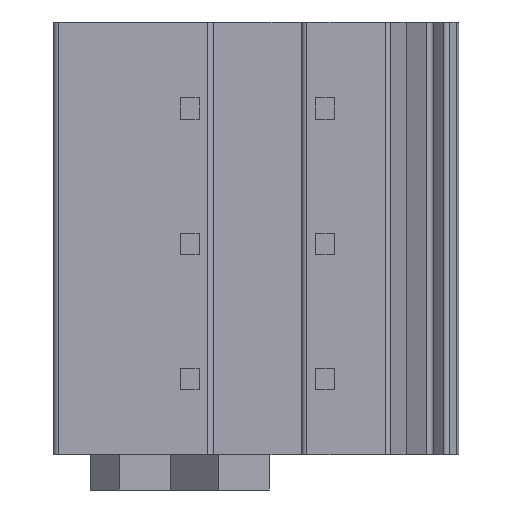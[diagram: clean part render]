
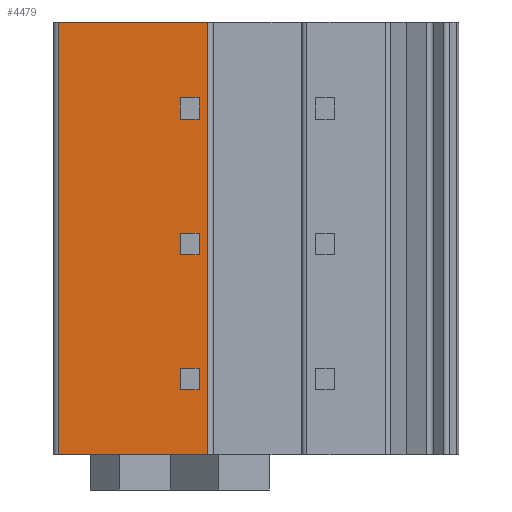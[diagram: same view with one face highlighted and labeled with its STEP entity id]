
A CAD part, front view. The second image highlights one B-rep face of the part: STEP entity #4479.
In plain terms, the highlighted planar face has unit normal (0, -1, 0).
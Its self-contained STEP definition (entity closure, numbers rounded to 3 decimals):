
#39=DIRECTION('',(1.,0.,0.));
#40=VECTOR('',#39,5.525);
#41=CARTESIAN_POINT('',(0.2,0.,-12.8));
#42=LINE('',#41,#40);
#301=DIRECTION('',(1.,0.,0.));
#302=VECTOR('',#301,5.525);
#303=CARTESIAN_POINT('',(0.2,0.,3.2));
#304=LINE('',#303,#302);
#395=DIRECTION('',(0.,0.,1.));
#396=VECTOR('',#395,16.);
#397=CARTESIAN_POINT('',(0.2,0.,-12.8));
#398=LINE('',#397,#396);
#399=DIRECTION('',(0.,0.,-1.));
#400=VECTOR('',#399,16.);
#401=CARTESIAN_POINT('',(5.725,0.,3.2));
#402=LINE('',#401,#400);
#403=DIRECTION('',(-1.,0.,0.));
#404=VECTOR('',#403,0.7);
#405=CARTESIAN_POINT('',(5.4,0.,-0.4));
#406=LINE('',#405,#404);
#407=DIRECTION('',(0.,0.,1.));
#408=VECTOR('',#407,0.8);
#409=CARTESIAN_POINT('',(5.4,0.,-0.4));
#410=LINE('',#409,#408);
#411=DIRECTION('',(-1.,0.,0.));
#412=VECTOR('',#411,0.7);
#413=CARTESIAN_POINT('',(5.4,0.,0.4));
#414=LINE('',#413,#412);
#415=DIRECTION('',(0.,0.,1.));
#416=VECTOR('',#415,0.8);
#417=CARTESIAN_POINT('',(4.7,0.,-0.4));
#418=LINE('',#417,#416);
#419=DIRECTION('',(-1.,0.,0.));
#420=VECTOR('',#419,0.7);
#421=CARTESIAN_POINT('',(5.4,0.,-5.4));
#422=LINE('',#421,#420);
#423=DIRECTION('',(0.,0.,1.));
#424=VECTOR('',#423,0.8);
#425=CARTESIAN_POINT('',(5.4,0.,-5.4));
#426=LINE('',#425,#424);
#427=DIRECTION('',(-1.,0.,0.));
#428=VECTOR('',#427,0.7);
#429=CARTESIAN_POINT('',(5.4,0.,-4.6));
#430=LINE('',#429,#428);
#431=DIRECTION('',(0.,0.,1.));
#432=VECTOR('',#431,0.8);
#433=CARTESIAN_POINT('',(4.7,0.,-5.4));
#434=LINE('',#433,#432);
#435=DIRECTION('',(-1.,0.,0.));
#436=VECTOR('',#435,0.7);
#437=CARTESIAN_POINT('',(5.4,0.,-10.4));
#438=LINE('',#437,#436);
#439=DIRECTION('',(0.,0.,1.));
#440=VECTOR('',#439,0.8);
#441=CARTESIAN_POINT('',(5.4,0.,-10.4));
#442=LINE('',#441,#440);
#443=DIRECTION('',(-1.,0.,0.));
#444=VECTOR('',#443,0.7);
#445=CARTESIAN_POINT('',(5.4,0.,-9.6));
#446=LINE('',#445,#444);
#447=DIRECTION('',(0.,0.,1.));
#448=VECTOR('',#447,0.8);
#449=CARTESIAN_POINT('',(4.7,0.,-10.4));
#450=LINE('',#449,#448);
#3256=CARTESIAN_POINT('',(5.725,0.,-12.8));
#3258=VERTEX_POINT('',#3256);
#3306=CARTESIAN_POINT('',(0.2,0.,-12.8));
#3307=VERTEX_POINT('',#3306);
#3376=CARTESIAN_POINT('',(5.725,0.,3.2));
#3378=VERTEX_POINT('',#3376);
#3426=CARTESIAN_POINT('',(0.2,0.,3.2));
#3427=VERTEX_POINT('',#3426);
#3576=CARTESIAN_POINT('',(5.4,0.,-0.4));
#3577=CARTESIAN_POINT('',(4.7,0.,-0.4));
#3578=VERTEX_POINT('',#3576);
#3579=VERTEX_POINT('',#3577);
#3580=CARTESIAN_POINT('',(5.4,0.,0.4));
#3581=CARTESIAN_POINT('',(4.7,0.,0.4));
#3582=VERTEX_POINT('',#3580);
#3583=VERTEX_POINT('',#3581);
#3648=CARTESIAN_POINT('',(5.4,0.,-5.4));
#3649=VERTEX_POINT('',#3648);
#3650=CARTESIAN_POINT('',(4.7,0.,-5.4));
#3651=VERTEX_POINT('',#3650);
#3656=CARTESIAN_POINT('',(5.4,0.,-4.6));
#3657=VERTEX_POINT('',#3656);
#3658=CARTESIAN_POINT('',(4.7,0.,-4.6));
#3659=VERTEX_POINT('',#3658);
#3728=CARTESIAN_POINT('',(5.4,0.,-10.4));
#3729=VERTEX_POINT('',#3728);
#3730=CARTESIAN_POINT('',(4.7,0.,-10.4));
#3731=VERTEX_POINT('',#3730);
#3736=CARTESIAN_POINT('',(5.4,0.,-9.6));
#3737=VERTEX_POINT('',#3736);
#3738=CARTESIAN_POINT('',(4.7,0.,-9.6));
#3739=VERTEX_POINT('',#3738);
#4437=CARTESIAN_POINT('',(0.2,0.,-12.8));
#4438=DIRECTION('',(0.,-1.,0.));
#4439=DIRECTION('',(1.,0.,0.));
#4440=AXIS2_PLACEMENT_3D('',#4437,#4438,#4439);
#4441=PLANE('',#4440);
#4442=ORIENTED_EDGE('',*,*,#4431,.T.);
#4443=ORIENTED_EDGE('',*,*,#4327,.T.);
#4445=ORIENTED_EDGE('',*,*,#4444,.T.);
#4446=ORIENTED_EDGE('',*,*,#4135,.F.);
#4447=EDGE_LOOP('',(#4442,#4443,#4445,#4446));
#4448=FACE_OUTER_BOUND('',#4447,.F.);
#4450=ORIENTED_EDGE('',*,*,#4449,.F.);
#4452=ORIENTED_EDGE('',*,*,#4451,.T.);
#4454=ORIENTED_EDGE('',*,*,#4453,.T.);
#4456=ORIENTED_EDGE('',*,*,#4455,.F.);
#4457=EDGE_LOOP('',(#4450,#4452,#4454,#4456));
#4458=FACE_BOUND('',#4457,.F.);
#4460=ORIENTED_EDGE('',*,*,#4459,.F.);
#4462=ORIENTED_EDGE('',*,*,#4461,.T.);
#4464=ORIENTED_EDGE('',*,*,#4463,.T.);
#4466=ORIENTED_EDGE('',*,*,#4465,.F.);
#4467=EDGE_LOOP('',(#4460,#4462,#4464,#4466));
#4468=FACE_BOUND('',#4467,.F.);
#4470=ORIENTED_EDGE('',*,*,#4469,.F.);
#4472=ORIENTED_EDGE('',*,*,#4471,.T.);
#4474=ORIENTED_EDGE('',*,*,#4473,.T.);
#4476=ORIENTED_EDGE('',*,*,#4475,.F.);
#4477=EDGE_LOOP('',(#4470,#4472,#4474,#4476));
#4478=FACE_BOUND('',#4477,.F.);
#4479=ADVANCED_FACE('',(#4448,#4458,#4468,#4478),#4441,.T.);
#4135=EDGE_CURVE('',#3307,#3258,#42,.T.);
#4327=EDGE_CURVE('',#3427,#3378,#304,.T.);
#4431=EDGE_CURVE('',#3307,#3427,#398,.T.);
#4444=EDGE_CURVE('',#3378,#3258,#402,.T.);
#4449=EDGE_CURVE('',#3578,#3579,#406,.T.);
#4451=EDGE_CURVE('',#3578,#3582,#410,.T.);
#4453=EDGE_CURVE('',#3582,#3583,#414,.T.);
#4455=EDGE_CURVE('',#3579,#3583,#418,.T.);
#4459=EDGE_CURVE('',#3649,#3651,#422,.T.);
#4461=EDGE_CURVE('',#3649,#3657,#426,.T.);
#4463=EDGE_CURVE('',#3657,#3659,#430,.T.);
#4465=EDGE_CURVE('',#3651,#3659,#434,.T.);
#4469=EDGE_CURVE('',#3729,#3731,#438,.T.);
#4471=EDGE_CURVE('',#3729,#3737,#442,.T.);
#4473=EDGE_CURVE('',#3737,#3739,#446,.T.);
#4475=EDGE_CURVE('',#3731,#3739,#450,.T.);
